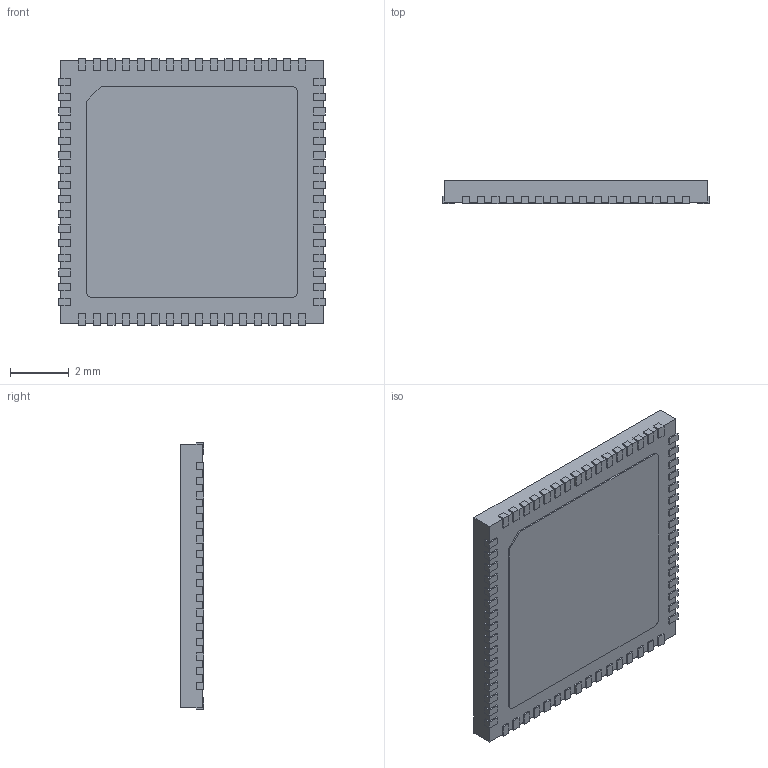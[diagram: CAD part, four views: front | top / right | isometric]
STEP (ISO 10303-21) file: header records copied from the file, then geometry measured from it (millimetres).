
FILE_DESCRIPTION (( 'STEP AP214' ), '1' );
FILE_NAME ( 'QFN65P50_900X900X80L40X25T720.step', '2020-06-09T15:52:50', ( '' ), ( '' ), 'Part was generated with the free Library Expert Lite available at www.PCBLibraries.com. Removing line will violate the End User License Agreement.', '©2017 PCB Libraries, Inc.', '' );
FILE_SCHEMA (( 'AUTOMOTIVE_DESIGN' ));
Length unit declared in the file: millimetre
Products named in the file (1): QFN65P50_900X900X80L40X25T720
Bounding box: 9.1 x 0.8 x 9.1 mm (x, y, z)
Volume: 63.8 mm3; surface area: 318.5 mm2
Topology: 66 solids, 66 shells, 531 faces, 1194 edges, 796 vertices
Faces by surface type: plane 526, cylinder 3, torus 2
Entity records: 16639 total; most frequent: CARTESIAN_POINT 2522, ORIENTED_EDGE 2388, DIRECTION 2270, EDGE_CURVE 1194, VECTOR 1182, LINE 1182, VERTEX_POINT 796, STYLED_ITEM 598
